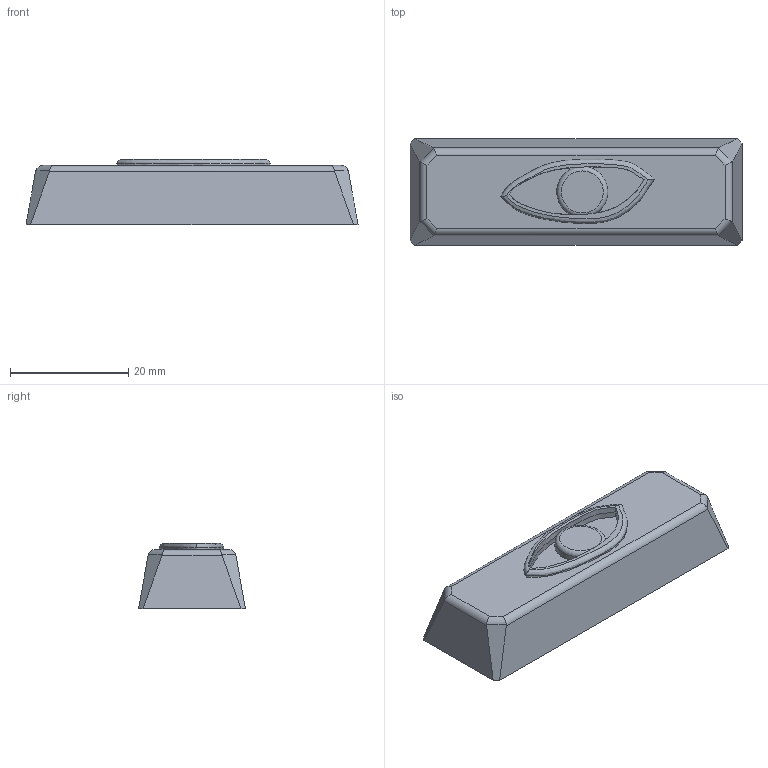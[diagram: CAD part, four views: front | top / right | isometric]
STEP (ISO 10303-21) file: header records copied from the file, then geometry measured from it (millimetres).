
FILE_DESCRIPTION(/* description */ (''),/* implementation_level */ '2;1');
FILE_NAME(/* name */ 'eyecap 3-wide.step',/* time_stamp */ '2025-06-16T11:06:35-04:00',/* author */ (''),/* organization */ (''),/* preprocessor_version */ 'ST-DEVELOPER v20.1',/* originating_system */ 'Autodesk Translation Framework v14.10.0.0',/* authorisation */ '');
FILE_SCHEMA (('AUTOMOTIVE_DESIGN { 1 0 10303 214 3 1 1 }'));
Length unit declared in the file: inch
Products named in the file (1): eyecap 3-wide
Bounding box: 56.2 x 18.1 x 11.02 mm (x, y, z)
Volume: 3139.4 mm3; surface area: 4402.1 mm2
Topology: 1 solids, 1 shells, 59 faces, 148 edges, 96 vertices
Faces by surface type: plane 33, bspline 14, cylinder 11, torus 1
Full cylindrical faces by diameter (mm): 6 x1
Entity records: 3090 total; most frequent: CARTESIAN_POINT 1695, ORIENTED_EDGE 296, DIRECTION 237, EDGE_CURVE 148, VERTEX_POINT 96, LINE 95, VECTOR 95, AXIS2_PLACEMENT_3D 71
